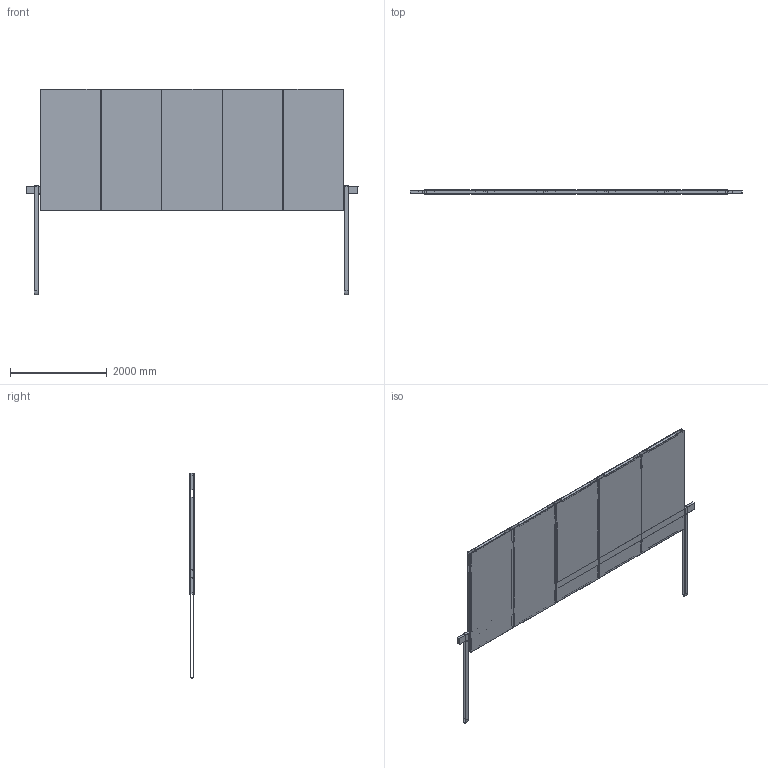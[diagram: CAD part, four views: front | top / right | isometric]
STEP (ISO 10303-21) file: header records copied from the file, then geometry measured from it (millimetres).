
FILE_DESCRIPTION(/* description */ (''),/* implementation_level */ '2;1');
FILE_NAME(/* name */ 'Row of 5 Panels v2.step',/* time_stamp */ '2016-05-05T01:19:36+02:00',/* author */ (''),/* organization */ (''),/* preprocessor_version */ 'ST-DEVELOPER v16.2',/* originating_system */ 'Autodesk Translation Framework v4.3.0.3010',/* authorisation */ '');
FILE_SCHEMA (('AUTOMOTIVE_DESIGN { 1 0 10303 214 3 1 1 }'));
Length unit declared in the file: centimetre
Products named in the file (26): Row of 5 Panels v2; Structural Panel 84 Anja B v2; OSB 12x1250x2500; KVH 1500; KVH 850; KVH 300; Structural Panel 84 Anja B v2 (1); OSB 12x1250x2500 (1); KVH 1500 (1); KVH 850 (1); KVH 300 (1); Structural Panel 84 Anja B v2 (2); OSB 12x1250x2500 (2); KVH 1500 (2); KVH 850 (2); KVH 300 (2); Structural Panel 84 Anja B v2 (3); OSB 12x1250x2500 (3); KVH 1500 (3); KVH 850 (3); KVH 300 (3); Structural Panel 84 Anja B v2 (4); OSB 12x1250x2500 (4); KVH 1500 (4); KVH 850 (4); KVH 300 (4)
Assembly tree (55 placements, depth 3):
  Row of 5 Panels v2
    Structural Panel 84 Anja B v2
      OSB 12x1250x2500  x2
      KVH 1500  x2
      KVH 850  x2
      KVH 300  x4
    Structural Panel 84 Anja B v2 (1)
      OSB 12x1250x2500 (1)  x2
      KVH 1500 (1)  x2
      KVH 850 (1)  x2
      KVH 300 (1)  x4
    Structural Panel 84 Anja B v2 (2)
      OSB 12x1250x2500 (2)  x2
      KVH 1500 (2)  x2
      KVH 850 (2)  x2
      KVH 300 (2)  x4
    Structural Panel 84 Anja B v2 (3)
      OSB 12x1250x2500 (3)  x2
      KVH 1500 (3)  x2
      KVH 850 (3)  x2
      KVH 300 (3)  x4
    Structural Panel 84 Anja B v2 (4)
      OSB 12x1250x2500 (4)  x2
      KVH 1500 (4)  x2
      KVH 850 (4)  x2
      KVH 300 (4)  x4
Bounding box: 6850 x 84.03 x 4240.86 mm (x, y, z)
Volume: 512635601.6 mm3; surface area: 73873850.4 mm2
Topology: 55 solids, 55 shells, 873 faces, 1712 edges, 949 vertices
Faces by surface type: plane 785, cone 40, cylinder 40, bspline 8
Entity records: 9814 total; most frequent: CARTESIAN_POINT 2251, DIRECTION 1528, ORIENTED_EDGE 1344, EDGE_CURVE 672, LINE 596, VECTOR 596, AXIS2_PLACEMENT_3D 466, VERTEX_POINT 389
